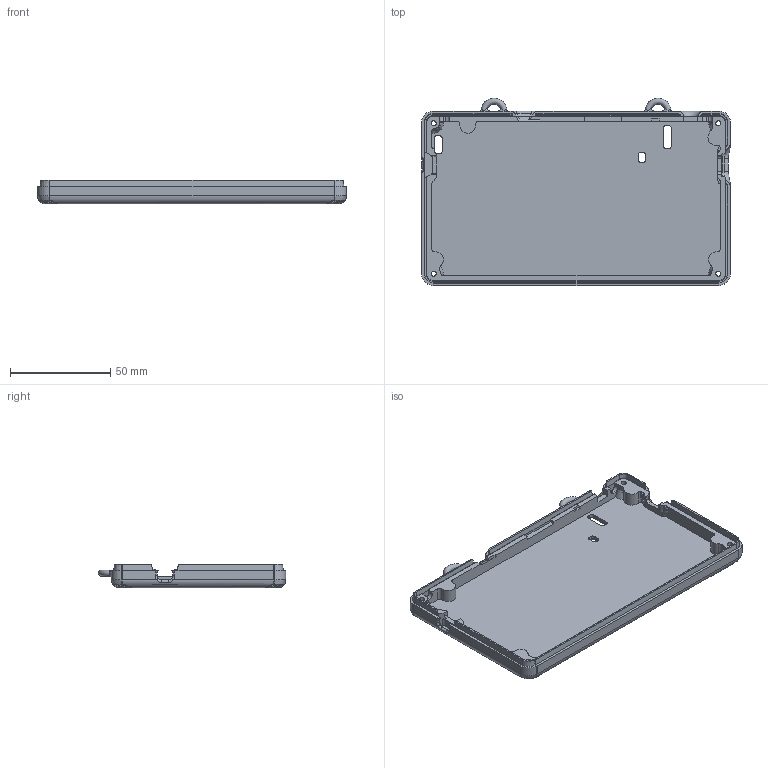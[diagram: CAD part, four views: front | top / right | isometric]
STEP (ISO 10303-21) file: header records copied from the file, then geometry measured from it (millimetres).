
FILE_DESCRIPTION(/* description */ (''),/* implementation_level */ '2;1');
FILE_NAME(/* name */ 'Tinabel''s-Supercon-2025-Badge-Enclosure-Basic-Back-1.0.step',/* time_stamp */ '2025-10-30T05:48:24+01:00',/* author */ (''),/* organization */ (''),/* preprocessor_version */ 'ST-DEVELOPER v20.1',/* originating_system */ 'Autodesk Translation Framework v14.17.0.0',/* authorisation */ '');
FILE_SCHEMA (('AUTOMOTIVE_DESIGN { 1 0 10303 214 3 1 1 }'));
Length unit declared in the file: millimetre
Products named in the file (1): Tina's Communicator Enclosure
Bounding box: 154 x 93.48 x 11.89 mm (x, y, z)
Volume: 47360.3 mm3; surface area: 36314.3 mm2
Topology: 1 solids, 5 shells, 454 faces, 1232 edges, 778 vertices
Faces by surface type: plane 197, cylinder 123, bspline 76, torus 34, cone 23, sphere 1
Full cylindrical faces by diameter (mm): 2.5 x4, 4 x4, 4.8 x4
Entity records: 19204 total; most frequent: CARTESIAN_POINT 8252, ORIENTED_EDGE 2444, DIRECTION 2060, EDGE_CURVE 1222, VERTEX_POINT 778, AXIS2_PLACEMENT_3D 720, LINE 620, VECTOR 620
